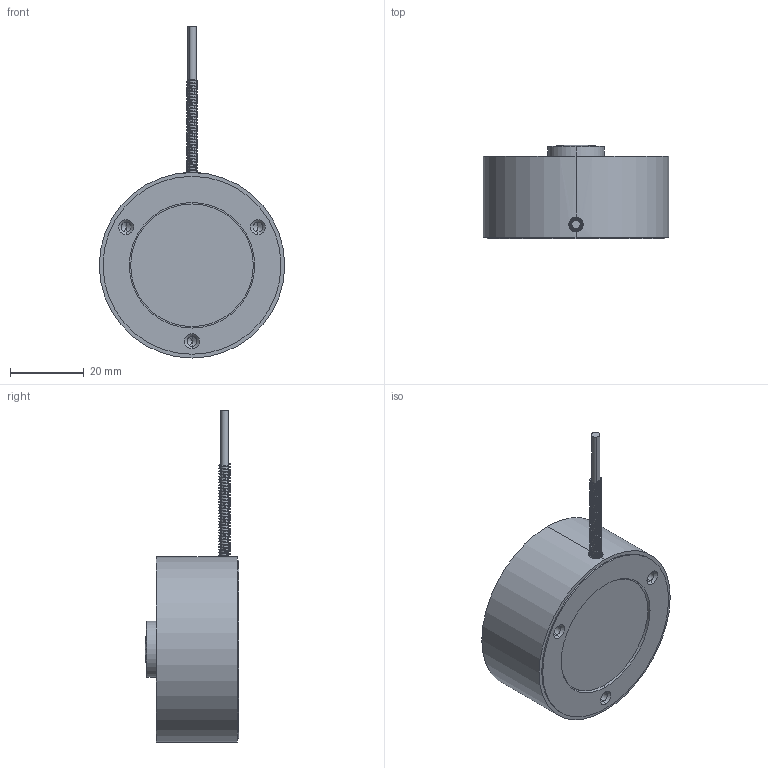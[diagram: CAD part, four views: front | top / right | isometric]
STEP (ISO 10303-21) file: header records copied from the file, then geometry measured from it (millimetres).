
FILE_DESCRIPTION (( 'STEP AP214' ), '1' );
FILE_NAME ('PA3-15K to 30K X1 (STEP).STEP', '2021-05-26T13:36:41', ( '' ), ( '' ), 'SwSTEP 2.0', 'SolidWorks 2021', '' );
FILE_SCHEMA (( 'AUTOMOTIVE_DESIGN' ));
Length unit declared in the file: inch
Products named in the file (1): PA3-15K to 30K X1 (STEP)
Bounding box: 50.29 x 25.4 x 90.03 mm (x, y, z)
Volume: 38697 mm3; surface area: 12478.4 mm2
Topology: 4 solids, 4 shells, 75 faces, 167 edges, 102 vertices
Faces by surface type: cylinder 38, plane 17, cone 16, sphere 2, bspline 2
Entity records: 11800 total; most frequent: CARTESIAN_POINT 9135, DIRECTION 350, ORIENTED_EDGE 322, EDGE_CURVE 161, AXIS2_PLACEMENT_3D 146, VERTEX_POINT 102, EDGE_LOOP 85, DIMENSIONAL_EXPONENTS 81
